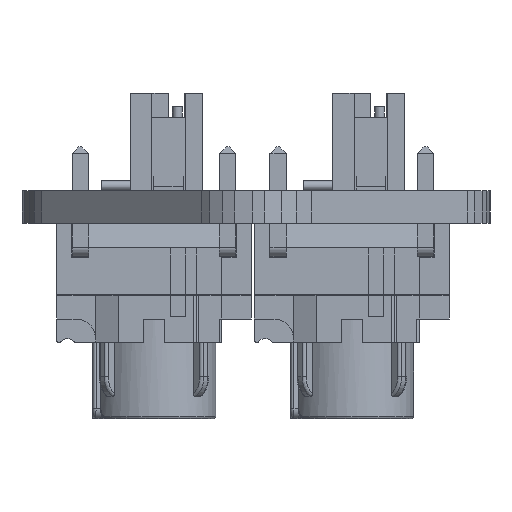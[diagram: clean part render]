
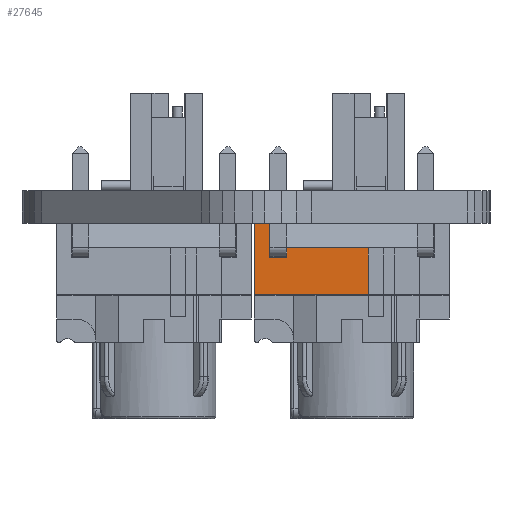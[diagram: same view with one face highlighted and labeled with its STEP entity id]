
A CAD part, left-side view. The second image highlights one B-rep face of the part: STEP entity #27645.
In plain terms, the highlighted planar face has unit normal (-1, 0, 0).
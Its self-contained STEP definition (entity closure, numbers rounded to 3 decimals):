
#10069 = PLANE('',#10070);
#10070 = AXIS2_PLACEMENT_3D('',#10071,#10072,#10073);
#10071 = CARTESIAN_POINT('',(-5.,3.66,5.));
#10072 = DIRECTION('',(0.,-1.,0.));
#10073 = DIRECTION('',(0.,0.,-1.));
#10770 = PLANE('',#10771);
#10771 = AXIS2_PLACEMENT_3D('',#10772,#10773,#10774);
#10772 = CARTESIAN_POINT('',(-4.,1.27,-3.345));
#10773 = DIRECTION('',(0.,1.,0.));
#10774 = DIRECTION('',(0.,0.,1.));
#23980 = VERTEX_POINT('',#23981);
#23981 = CARTESIAN_POINT('',(-5.,3.66,-0.85));
#23995 = PLANE('',#23996);
#23996 = AXIS2_PLACEMENT_3D('',#23997,#23998,#23999);
#23997 = CARTESIAN_POINT('',(-4.6,1.27,-0.85));
#23998 = DIRECTION('',(0.,0.,1.));
#23999 = DIRECTION('',(1.,0.,0.));
#24007 = EDGE_CURVE('',#24008,#23980,#24010,.T.);
#24008 = VERTEX_POINT('',#24009);
#24009 = CARTESIAN_POINT('',(-5.,3.66,5.));
#24010 = SURFACE_CURVE('',#24011,(#24015,#24022),.PCURVE_S1.);
#24011 = LINE('',#24012,#24013);
#24012 = CARTESIAN_POINT('',(-5.,3.66,-5.));
#24013 = VECTOR('',#24014,1.);
#24014 = DIRECTION('',(0.,0.,-1.));
#24015 = PCURVE('',#10069,#24016);
#24016 = DEFINITIONAL_REPRESENTATION('',(#24017),#24021);
#24017 = LINE('',#24018,#24019);
#24018 = CARTESIAN_POINT('',(10.,0.));
#24019 = VECTOR('',#24020,1.);
#24020 = DIRECTION('',(1.,0.));
#24021 = ( GEOMETRIC_REPRESENTATION_CONTEXT(2) 
PARAMETRIC_REPRESENTATION_CONTEXT() REPRESENTATION_CONTEXT('2D SPACE',''
  ) );
#24022 = PCURVE('',#24023,#24028);
#24023 = PLANE('',#24024);
#24024 = AXIS2_PLACEMENT_3D('',#24025,#24026,#24027);
#24025 = CARTESIAN_POINT('',(-5.,6.12,5.));
#24026 = DIRECTION('',(1.,0.,0.));
#24027 = DIRECTION('',(0.,0.,-1.));
#24028 = DEFINITIONAL_REPRESENTATION('',(#24029),#24033);
#24029 = LINE('',#24030,#24031);
#24030 = CARTESIAN_POINT('',(10.,-2.46));
#24031 = VECTOR('',#24032,1.);
#24032 = DIRECTION('',(1.,0.));
#24033 = ( GEOMETRIC_REPRESENTATION_CONTEXT(2) 
PARAMETRIC_REPRESENTATION_CONTEXT() REPRESENTATION_CONTEXT('2D SPACE',''
  ) );
#24051 = PLANE('',#24052);
#24052 = AXIS2_PLACEMENT_3D('',#24053,#24054,#24055);
#24053 = CARTESIAN_POINT('',(-5.,6.12,5.));
#24054 = DIRECTION('',(0.,0.,-1.));
#24055 = DIRECTION('',(-1.,0.,0.));
#24785 = PLANE('',#24786);
#24786 = AXIS2_PLACEMENT_3D('',#24787,#24788,#24789);
#24787 = CARTESIAN_POINT('',(-4.,1.27,3.345));
#24788 = DIRECTION('',(0.,0.,-1.));
#24789 = DIRECTION('',(-1.,0.,0.));
#24836 = PLANE('',#24837);
#24837 = AXIS2_PLACEMENT_3D('',#24838,#24839,#24840);
#24838 = CARTESIAN_POINT('',(-4.,0.,4.225));
#24839 = DIRECTION('',(0.,0.,1.));
#24840 = DIRECTION('',(1.,0.,0.));
#24862 = PLANE('',#24863);
#24863 = AXIS2_PLACEMENT_3D('',#24864,#24865,#24866);
#24864 = CARTESIAN_POINT('',(-4.,1.74,3.345));
#24865 = DIRECTION('',(0.,1.,0.));
#24866 = DIRECTION('',(0.,0.,1.));
#25158 = EDGE_CURVE('',#25159,#25161,#25163,.T.);
#25159 = VERTEX_POINT('',#25160);
#25160 = CARTESIAN_POINT('',(-5.,-0.15,4.225));
#25161 = VERTEX_POINT('',#25162);
#25162 = CARTESIAN_POINT('',(-5.,1.74,4.225));
#25163 = SURFACE_CURVE('',#25164,(#25168,#25175),.PCURVE_S1.);
#25164 = LINE('',#25165,#25166);
#25165 = CARTESIAN_POINT('',(-5.,0.,4.225));
#25166 = VECTOR('',#25167,1.);
#25167 = DIRECTION('',(0.,1.,0.));
#25168 = PCURVE('',#24836,#25169);
#25169 = DEFINITIONAL_REPRESENTATION('',(#25170),#25174);
#25170 = LINE('',#25171,#25172);
#25171 = CARTESIAN_POINT('',(-1.,0.));
#25172 = VECTOR('',#25173,1.);
#25173 = DIRECTION('',(0.,1.));
#25174 = ( GEOMETRIC_REPRESENTATION_CONTEXT(2) 
PARAMETRIC_REPRESENTATION_CONTEXT() REPRESENTATION_CONTEXT('2D SPACE',''
  ) );
#25175 = PCURVE('',#24023,#25176);
#25176 = DEFINITIONAL_REPRESENTATION('',(#25177),#25181);
#25177 = LINE('',#25178,#25179);
#25178 = CARTESIAN_POINT('',(0.775,-6.12));
#25179 = VECTOR('',#25180,1.);
#25180 = DIRECTION('',(0.,1.));
#25181 = ( GEOMETRIC_REPRESENTATION_CONTEXT(2) 
PARAMETRIC_REPRESENTATION_CONTEXT() REPRESENTATION_CONTEXT('2D SPACE',''
  ) );
#25293 = PLANE('',#25294);
#25294 = AXIS2_PLACEMENT_3D('',#25295,#25296,#25297);
#25295 = CARTESIAN_POINT('',(-5.,-0.15,4.225));
#25296 = DIRECTION('',(0.,-1.,0.));
#25297 = DIRECTION('',(0.,0.,-1.));
#25308 = EDGE_CURVE('',#25161,#25309,#25311,.T.);
#25309 = VERTEX_POINT('',#25310);
#25310 = CARTESIAN_POINT('',(-5.,1.74,3.345));
#25311 = SURFACE_CURVE('',#25312,(#25316,#25323),.PCURVE_S1.);
#25312 = LINE('',#25313,#25314);
#25313 = CARTESIAN_POINT('',(-5.,1.74,3.345));
#25314 = VECTOR('',#25315,1.);
#25315 = DIRECTION('',(0.,0.,-1.));
#25316 = PCURVE('',#24862,#25317);
#25317 = DEFINITIONAL_REPRESENTATION('',(#25318),#25322);
#25318 = LINE('',#25319,#25320);
#25319 = CARTESIAN_POINT('',(0.,-1.));
#25320 = VECTOR('',#25321,1.);
#25321 = DIRECTION('',(-1.,0.));
#25322 = ( GEOMETRIC_REPRESENTATION_CONTEXT(2) 
PARAMETRIC_REPRESENTATION_CONTEXT() REPRESENTATION_CONTEXT('2D SPACE',''
  ) );
#25323 = PCURVE('',#24023,#25324);
#25324 = DEFINITIONAL_REPRESENTATION('',(#25325),#25329);
#25325 = LINE('',#25326,#25327);
#25326 = CARTESIAN_POINT('',(1.655,-4.38));
#25327 = VECTOR('',#25328,1.);
#25328 = DIRECTION('',(1.,0.));
#25329 = ( GEOMETRIC_REPRESENTATION_CONTEXT(2) 
PARAMETRIC_REPRESENTATION_CONTEXT() REPRESENTATION_CONTEXT('2D SPACE',''
  ) );
#25357 = EDGE_CURVE('',#25309,#25358,#25360,.T.);
#25358 = VERTEX_POINT('',#25359);
#25359 = CARTESIAN_POINT('',(-5.,1.27,3.345));
#25360 = SURFACE_CURVE('',#25361,(#25365,#25372),.PCURVE_S1.);
#25361 = LINE('',#25362,#25363);
#25362 = CARTESIAN_POINT('',(-5.,1.27,3.345));
#25363 = VECTOR('',#25364,1.);
#25364 = DIRECTION('',(0.,-1.,0.));
#25365 = PCURVE('',#24785,#25366);
#25366 = DEFINITIONAL_REPRESENTATION('',(#25367),#25371);
#25367 = LINE('',#25368,#25369);
#25368 = CARTESIAN_POINT('',(1.,0.));
#25369 = VECTOR('',#25370,1.);
#25370 = DIRECTION('',(0.,-1.));
#25371 = ( GEOMETRIC_REPRESENTATION_CONTEXT(2) 
PARAMETRIC_REPRESENTATION_CONTEXT() REPRESENTATION_CONTEXT('2D SPACE',''
  ) );
#25372 = PCURVE('',#24023,#25373);
#25373 = DEFINITIONAL_REPRESENTATION('',(#25374),#25378);
#25374 = LINE('',#25375,#25376);
#25375 = CARTESIAN_POINT('',(1.655,-4.85));
#25376 = VECTOR('',#25377,1.);
#25377 = DIRECTION('',(0.,-1.));
#25378 = ( GEOMETRIC_REPRESENTATION_CONTEXT(2) 
PARAMETRIC_REPRESENTATION_CONTEXT() REPRESENTATION_CONTEXT('2D SPACE',''
  ) );
#25449 = EDGE_CURVE('',#25358,#25450,#25452,.T.);
#25450 = VERTEX_POINT('',#25451);
#25451 = CARTESIAN_POINT('',(-5.,1.27,-0.85));
#25452 = SURFACE_CURVE('',#25453,(#25457,#25464),.PCURVE_S1.);
#25453 = LINE('',#25454,#25455);
#25454 = CARTESIAN_POINT('',(-5.,1.27,-3.345));
#25455 = VECTOR('',#25456,1.);
#25456 = DIRECTION('',(0.,0.,-1.));
#25457 = PCURVE('',#10770,#25458);
#25458 = DEFINITIONAL_REPRESENTATION('',(#25459),#25463);
#25459 = LINE('',#25460,#25461);
#25460 = CARTESIAN_POINT('',(0.,-1.));
#25461 = VECTOR('',#25462,1.);
#25462 = DIRECTION('',(-1.,0.));
#25463 = ( GEOMETRIC_REPRESENTATION_CONTEXT(2) 
PARAMETRIC_REPRESENTATION_CONTEXT() REPRESENTATION_CONTEXT('2D SPACE',''
  ) );
#25464 = PCURVE('',#24023,#25465);
#25465 = DEFINITIONAL_REPRESENTATION('',(#25466),#25470);
#25466 = LINE('',#25467,#25468);
#25467 = CARTESIAN_POINT('',(8.345,-4.85));
#25468 = VECTOR('',#25469,1.);
#25469 = DIRECTION('',(1.,0.));
#25470 = ( GEOMETRIC_REPRESENTATION_CONTEXT(2) 
PARAMETRIC_REPRESENTATION_CONTEXT() REPRESENTATION_CONTEXT('2D SPACE',''
  ) );
#25907 = EDGE_CURVE('',#25908,#25159,#25910,.T.);
#25908 = VERTEX_POINT('',#25909);
#25909 = CARTESIAN_POINT('',(-5.,-0.15,5.));
#25910 = SURFACE_CURVE('',#25911,(#25915,#25922),.PCURVE_S1.);
#25911 = LINE('',#25912,#25913);
#25912 = CARTESIAN_POINT('',(-5.,-0.15,5.));
#25913 = VECTOR('',#25914,1.);
#25914 = DIRECTION('',(0.,0.,-1.));
#25915 = PCURVE('',#25293,#25916);
#25916 = DEFINITIONAL_REPRESENTATION('',(#25917),#25921);
#25917 = LINE('',#25918,#25919);
#25918 = CARTESIAN_POINT('',(-0.775,0.));
#25919 = VECTOR('',#25920,1.);
#25920 = DIRECTION('',(1.,0.));
#25921 = ( GEOMETRIC_REPRESENTATION_CONTEXT(2) 
PARAMETRIC_REPRESENTATION_CONTEXT() REPRESENTATION_CONTEXT('2D SPACE',''
  ) );
#25922 = PCURVE('',#24023,#25923);
#25923 = DEFINITIONAL_REPRESENTATION('',(#25924),#25928);
#25924 = LINE('',#25925,#25926);
#25925 = CARTESIAN_POINT('',(0.,-6.27));
#25926 = VECTOR('',#25927,1.);
#25927 = DIRECTION('',(1.,0.));
#25928 = ( GEOMETRIC_REPRESENTATION_CONTEXT(2) 
PARAMETRIC_REPRESENTATION_CONTEXT() REPRESENTATION_CONTEXT('2D SPACE',''
  ) );
#27552 = EDGE_CURVE('',#24008,#25908,#27553,.T.);
#27553 = SURFACE_CURVE('',#27554,(#27558,#27565),.PCURVE_S1.);
#27554 = LINE('',#27555,#27556);
#27555 = CARTESIAN_POINT('',(-5.,6.12,5.));
#27556 = VECTOR('',#27557,1.);
#27557 = DIRECTION('',(0.,-1.,0.));
#27558 = PCURVE('',#24051,#27559);
#27559 = DEFINITIONAL_REPRESENTATION('',(#27560),#27564);
#27560 = LINE('',#27561,#27562);
#27561 = CARTESIAN_POINT('',(0.,0.));
#27562 = VECTOR('',#27563,1.);
#27563 = DIRECTION('',(0.,-1.));
#27564 = ( GEOMETRIC_REPRESENTATION_CONTEXT(2) 
PARAMETRIC_REPRESENTATION_CONTEXT() REPRESENTATION_CONTEXT('2D SPACE',''
  ) );
#27565 = PCURVE('',#24023,#27566);
#27566 = DEFINITIONAL_REPRESENTATION('',(#27567),#27571);
#27567 = LINE('',#27568,#27569);
#27568 = CARTESIAN_POINT('',(0.,0.));
#27569 = VECTOR('',#27570,1.);
#27570 = DIRECTION('',(0.,-1.));
#27571 = ( GEOMETRIC_REPRESENTATION_CONTEXT(2) 
PARAMETRIC_REPRESENTATION_CONTEXT() REPRESENTATION_CONTEXT('2D SPACE',''
  ) );
#27645 = ADVANCED_FACE('',(#27646),#24023,.F.);
#27646 = FACE_BOUND('',#27647,.T.);
#27647 = EDGE_LOOP('',(#27648,#27649,#27670,#27671,#27672,#27673,#27674,
    #27675));
#27648 = ORIENTED_EDGE('',*,*,#24007,.T.);
#27649 = ORIENTED_EDGE('',*,*,#27650,.F.);
#27650 = EDGE_CURVE('',#25450,#23980,#27651,.T.);
#27651 = SURFACE_CURVE('',#27652,(#27656,#27663),.PCURVE_S1.);
#27652 = LINE('',#27653,#27654);
#27653 = CARTESIAN_POINT('',(-5.,1.27,-0.85));
#27654 = VECTOR('',#27655,1.);
#27655 = DIRECTION('',(0.,1.,0.));
#27656 = PCURVE('',#24023,#27657);
#27657 = DEFINITIONAL_REPRESENTATION('',(#27658),#27662);
#27658 = LINE('',#27659,#27660);
#27659 = CARTESIAN_POINT('',(5.85,-4.85));
#27660 = VECTOR('',#27661,1.);
#27661 = DIRECTION('',(0.,1.));
#27662 = ( GEOMETRIC_REPRESENTATION_CONTEXT(2) 
PARAMETRIC_REPRESENTATION_CONTEXT() REPRESENTATION_CONTEXT('2D SPACE',''
  ) );
#27663 = PCURVE('',#23995,#27664);
#27664 = DEFINITIONAL_REPRESENTATION('',(#27665),#27669);
#27665 = LINE('',#27666,#27667);
#27666 = CARTESIAN_POINT('',(-0.4,0.));
#27667 = VECTOR('',#27668,1.);
#27668 = DIRECTION('',(0.,1.));
#27669 = ( GEOMETRIC_REPRESENTATION_CONTEXT(2) 
PARAMETRIC_REPRESENTATION_CONTEXT() REPRESENTATION_CONTEXT('2D SPACE',''
  ) );
#27670 = ORIENTED_EDGE('',*,*,#25449,.F.);
#27671 = ORIENTED_EDGE('',*,*,#25357,.F.);
#27672 = ORIENTED_EDGE('',*,*,#25308,.F.);
#27673 = ORIENTED_EDGE('',*,*,#25158,.F.);
#27674 = ORIENTED_EDGE('',*,*,#25907,.F.);
#27675 = ORIENTED_EDGE('',*,*,#27552,.F.);
